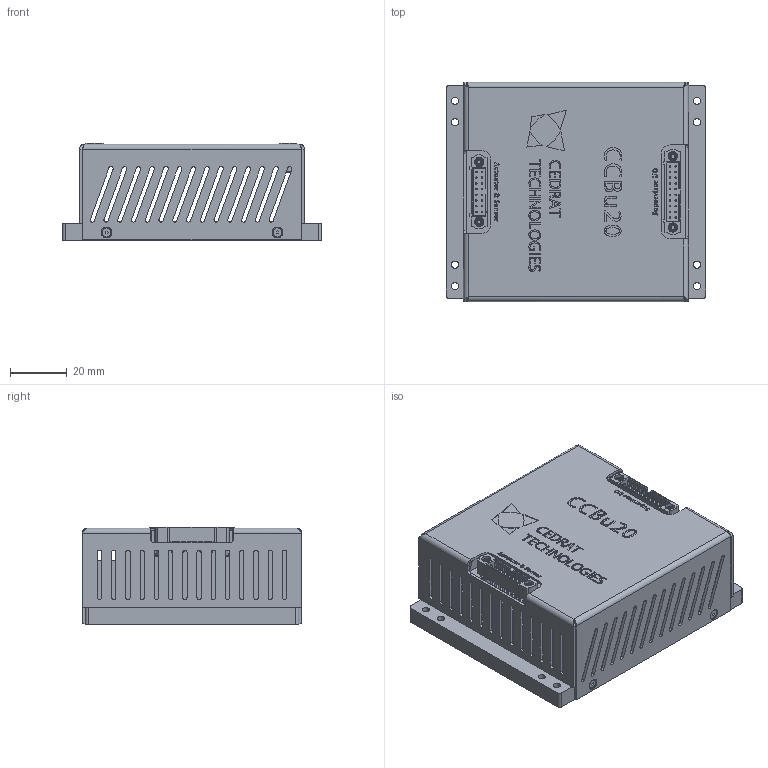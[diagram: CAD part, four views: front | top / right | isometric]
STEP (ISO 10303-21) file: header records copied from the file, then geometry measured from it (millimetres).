
FILE_DESCRIPTION (( 'STEP AP214' ), '1' );
FILE_NAME ('011853_PAssy_CCBµ20.STEP', '2016-07-26T07:44:27', ( 'adminc' ), ( '' ), 'SwSTEP 2.0', 'SolidWorks 2015', '' );
FILE_SCHEMA (( 'AUTOMOTIVE_DESIGN' ));
Length unit declared in the file: millimetre
Products named in the file (6): 014528_CONNECTOR_m80-5102042_asm_HARWIN; 014527_CONNECTOR_m80-5101642_HARWIN; Vis A2(50) FHc M01.6 - 008.0 - 008.0_Representation; 011857_Cap; 011859_Mechanical_interface; 011853_PAssy_CCBµ20
Assembly tree (8 placements, depth 2):
  011853_PAssy_CCBµ20
    011859_Mechanical_interface
    011857_Cap
    Vis A2(50) FHc M01.6 - 008.0 - 008.0_Representation  x4
    014527_CONNECTOR_m80-5101642_HARWIN
    014528_CONNECTOR_m80-5102042_asm_HARWIN
Bounding box: 91 x 77 x 34.4 mm (x, y, z)
Volume: 53223 mm3; surface area: 48716.8 mm2
Topology: 6 solids, 108 shells, 3307 faces, 9588 edges, 6514 vertices
Faces by surface type: plane 1323, cylinder 722, bspline 694, cone 560, torus 8
Entity records: 166652 total; most frequent: CARTESIAN_POINT 64635, ORIENTED_EDGE 15927, DIRECTION 13055, EDGE_CURVE 8692, VERTEX_POINT 5962, LINE 4951, VECTOR 4951, AXIS2_PLACEMENT_3D 4052
